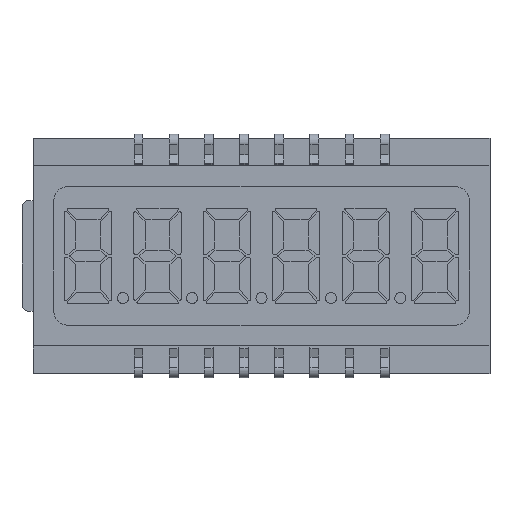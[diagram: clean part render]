
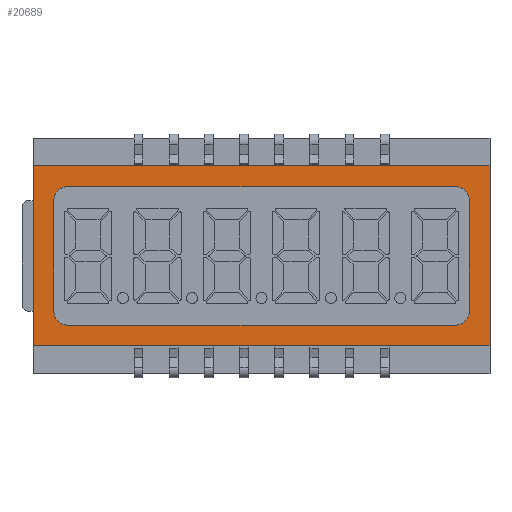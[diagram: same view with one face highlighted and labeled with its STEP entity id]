
A CAD part, top view. The second image highlights one B-rep face of the part: STEP entity #20689.
In plain terms, the highlighted planar face has unit normal (0, 0, 1).
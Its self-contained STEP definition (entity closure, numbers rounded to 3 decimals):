
#16 = EDGE_CURVE ( 'NONE', #31913, #27274, #1153, .T. ) ;
#120 = DIRECTION ( 'NONE',  ( 0., 0., 1. ) ) ;
#189 = CIRCLE ( 'NONE', #28520, 1. ) ;
#290 = VECTOR ( 'NONE', #19437, 1000. ) ;
#849 = DIRECTION ( 'NONE',  ( -1., 0., 0. ) ) ;
#970 = CARTESIAN_POINT ( 'NONE',  ( -16.5, -6.5, 2.5 ) ) ;
#1153 = CIRCLE ( 'NONE', #23699, 1. ) ;
#1265 = CARTESIAN_POINT ( 'NONE',  ( -15., -4., 2.5 ) ) ;
#1956 = CARTESIAN_POINT ( 'NONE',  ( -16.5, 6.5, 2.5 ) ) ;
#2142 = VECTOR ( 'NONE', #15219, 1000. ) ;
#3605 = CARTESIAN_POINT ( 'NONE',  ( -15., 4., 2.5 ) ) ;
#3742 = CARTESIAN_POINT ( 'NONE',  ( 15., -4., 2.5 ) ) ;
#4104 = DIRECTION ( 'NONE',  ( 1., 0., 0. ) ) ;
#4830 = EDGE_CURVE ( 'NONE', #12642, #5445, #189, .T. ) ;
#5141 = LINE ( 'NONE', #11746, #24657 ) ;
#5445 = VERTEX_POINT ( 'NONE', #7504 ) ;
#5920 = CARTESIAN_POINT ( 'NONE',  ( -16.5, 6.5, 2.5 ) ) ;
#6954 = VECTOR ( 'NONE', #8632, 1000. ) ;
#7504 = CARTESIAN_POINT ( 'NONE',  ( -14., -5., 2.5 ) ) ;
#7642 = ORIENTED_EDGE ( 'NONE', *, *, #21131, .F. ) ;
#7749 = CARTESIAN_POINT ( 'NONE',  ( -15., 4., 2.5 ) ) ;
#8119 = ORIENTED_EDGE ( 'NONE', *, *, #8275, .F. ) ;
#8275 = EDGE_CURVE ( 'NONE', #14194, #28331, #9164, .T. ) ;
#8564 = EDGE_CURVE ( 'NONE', #26009, #13088, #25359, .T. ) ;
#8632 = DIRECTION ( 'NONE',  ( 0., 1., 0. ) ) ;
#8679 = FACE_OUTER_BOUND ( 'NONE', #23238, .T. ) ;
#9077 = DIRECTION ( 'NONE',  ( 1., 0., 0. ) ) ;
#9164 = CIRCLE ( 'NONE', #23245, 1. ) ;
#9188 = LINE ( 'NONE', #970, #23352 ) ;
#9744 = CARTESIAN_POINT ( 'NONE',  ( -14., -4., 2.5 ) ) ;
#10374 = CARTESIAN_POINT ( 'NONE',  ( 14., -4., 2.5 ) ) ;
#10585 = ORIENTED_EDGE ( 'NONE', *, *, #23048, .F. ) ;
#11304 = CIRCLE ( 'NONE', #21146, 1. ) ;
#11746 = CARTESIAN_POINT ( 'NONE',  ( -14., -5., 2.5 ) ) ;
#12222 = VERTEX_POINT ( 'NONE', #31632 ) ;
#12434 = DIRECTION ( 'NONE',  ( 1., 0., 0. ) ) ;
#12642 = VERTEX_POINT ( 'NONE', #1265 ) ;
#13088 = VERTEX_POINT ( 'NONE', #27374 ) ;
#14056 = LINE ( 'NONE', #19118, #6954 ) ;
#14092 = CARTESIAN_POINT ( 'NONE',  ( -16.5, -6.5, 2.5 ) ) ;
#14194 = VERTEX_POINT ( 'NONE', #27421 ) ;
#14557 = DIRECTION ( 'NONE',  ( 0., 0., 1. ) ) ;
#15219 = DIRECTION ( 'NONE',  ( -1., 0., 0. ) ) ;
#15507 = DIRECTION ( 'NONE',  ( 0., 0., 1. ) ) ;
#15776 = FACE_BOUND ( 'NONE', #26933, .T. ) ;
#15962 = EDGE_CURVE ( 'NONE', #13088, #24798, #23365, .T. ) ;
#16048 = CARTESIAN_POINT ( 'NONE',  ( 14., 4., 2.5 ) ) ;
#16304 = EDGE_CURVE ( 'NONE', #24798, #31004, #23374, .T. ) ;
#16697 = CARTESIAN_POINT ( 'NONE',  ( -16.5, 6.5, 2.5 ) ) ;
#18557 = CARTESIAN_POINT ( 'NONE',  ( 14., -5., 2.5 ) ) ;
#18726 = DIRECTION ( 'NONE',  ( 1., 0., 0. ) ) ;
#19118 = CARTESIAN_POINT ( 'NONE',  ( 15., 4., 2.5 ) ) ;
#19385 = DIRECTION ( 'NONE',  ( 0., -1., 0. ) ) ;
#19437 = DIRECTION ( 'NONE',  ( 0., -1., 0. ) ) ;
#19570 = DIRECTION ( 'NONE',  ( 1., 0., 0. ) ) ;
#20023 = CARTESIAN_POINT ( 'NONE',  ( 16.5, 6.5, 2.5 ) ) ;
#20056 = DIRECTION ( 'NONE',  ( 0., 0., 1. ) ) ;
#20689 = ADVANCED_FACE ( 'NONE', ( #8679, #15776 ), #30587, .T. ) ;
#21131 = EDGE_CURVE ( 'NONE', #28331, #12642, #21515, .T. ) ;
#21146 = AXIS2_PLACEMENT_3D ( 'NONE', #16048, #120, #18726 ) ;
#21515 = LINE ( 'NONE', #3605, #290 ) ;
#22525 = CARTESIAN_POINT ( 'NONE',  ( 16.5, -6.5, 2.5 ) ) ;
#22665 = DIRECTION ( 'NONE',  ( 0., 1., 0. ) ) ;
#22798 = EDGE_CURVE ( 'NONE', #24481, #14194, #26330, .T. ) ;
#23048 = EDGE_CURVE ( 'NONE', #5445, #31913, #5141, .T. ) ;
#23164 = ORIENTED_EDGE ( 'NONE', *, *, #15962, .T. ) ;
#23238 = EDGE_LOOP ( 'NONE', ( #31380, #23164, #24024, #30734 ) ) ;
#23245 = AXIS2_PLACEMENT_3D ( 'NONE', #30430, #14557, #33114 ) ;
#23324 = EDGE_CURVE ( 'NONE', #12222, #24481, #11304, .T. ) ;
#23352 = VECTOR ( 'NONE', #19570, 1000. ) ;
#23365 = LINE ( 'NONE', #1956, #2142 ) ;
#23374 = LINE ( 'NONE', #16697, #25023 ) ;
#23699 = AXIS2_PLACEMENT_3D ( 'NONE', #10374, #15507, #31634 ) ;
#24024 = ORIENTED_EDGE ( 'NONE', *, *, #16304, .T. ) ;
#24481 = VERTEX_POINT ( 'NONE', #33855 ) ;
#24497 = VECTOR ( 'NONE', #22665, 1000. ) ;
#24657 = VECTOR ( 'NONE', #9077, 1000. ) ;
#24798 = VERTEX_POINT ( 'NONE', #5920 ) ;
#25023 = VECTOR ( 'NONE', #19385, 1000. ) ;
#25256 = CARTESIAN_POINT ( 'NONE',  ( 0., 0., 2.5 ) ) ;
#25359 = LINE ( 'NONE', #20023, #24497 ) ;
#26009 = VERTEX_POINT ( 'NONE', #22525 ) ;
#26164 = ORIENTED_EDGE ( 'NONE', *, *, #4830, .F. ) ;
#26330 = LINE ( 'NONE', #32523, #33401 ) ;
#26933 = EDGE_LOOP ( 'NONE', ( #10585, #26164, #7642, #8119, #31826, #28148, #29161, #27523 ) ) ;
#27139 = EDGE_CURVE ( 'NONE', #27274, #12222, #14056, .T. ) ;
#27274 = VERTEX_POINT ( 'NONE', #3742 ) ;
#27374 = CARTESIAN_POINT ( 'NONE',  ( 16.5, 6.5, 2.5 ) ) ;
#27421 = CARTESIAN_POINT ( 'NONE',  ( -14., 5., 2.5 ) ) ;
#27523 = ORIENTED_EDGE ( 'NONE', *, *, #16, .F. ) ;
#28148 = ORIENTED_EDGE ( 'NONE', *, *, #23324, .F. ) ;
#28331 = VERTEX_POINT ( 'NONE', #7749 ) ;
#28344 = DIRECTION ( 'NONE',  ( 0., 0., 1. ) ) ;
#28520 = AXIS2_PLACEMENT_3D ( 'NONE', #9744, #28344, #12434 ) ;
#29161 = ORIENTED_EDGE ( 'NONE', *, *, #27139, .F. ) ;
#30430 = CARTESIAN_POINT ( 'NONE',  ( -14., 4., 2.5 ) ) ;
#30587 = PLANE ( 'NONE',  #30792 ) ;
#30734 = ORIENTED_EDGE ( 'NONE', *, *, #30802, .T. ) ;
#30792 = AXIS2_PLACEMENT_3D ( 'NONE', #25256, #20056, #4104 ) ;
#30802 = EDGE_CURVE ( 'NONE', #31004, #26009, #9188, .T. ) ;
#31004 = VERTEX_POINT ( 'NONE', #14092 ) ;
#31380 = ORIENTED_EDGE ( 'NONE', *, *, #8564, .T. ) ;
#31632 = CARTESIAN_POINT ( 'NONE',  ( 15., 4., 2.5 ) ) ;
#31634 = DIRECTION ( 'NONE',  ( 1., 0., 0. ) ) ;
#31826 = ORIENTED_EDGE ( 'NONE', *, *, #22798, .F. ) ;
#31913 = VERTEX_POINT ( 'NONE', #18557 ) ;
#32523 = CARTESIAN_POINT ( 'NONE',  ( -14., 5., 2.5 ) ) ;
#33114 = DIRECTION ( 'NONE',  ( 1., 0., 0. ) ) ;
#33401 = VECTOR ( 'NONE', #849, 1000. ) ;
#33855 = CARTESIAN_POINT ( 'NONE',  ( 14., 5., 2.5 ) ) ;
